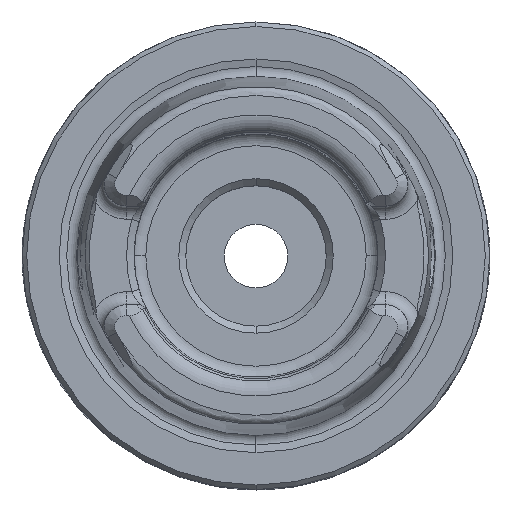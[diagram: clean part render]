
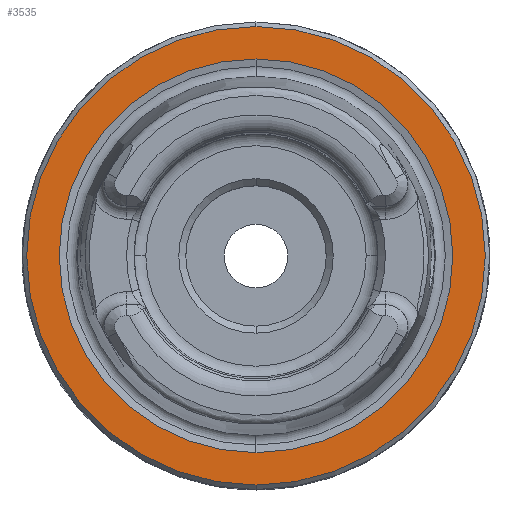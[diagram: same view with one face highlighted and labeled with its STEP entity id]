
A CAD part, top view. The second image highlights one B-rep face of the part: STEP entity #3535.
In plain terms, the highlighted planar face has unit normal (0, 0, 1).
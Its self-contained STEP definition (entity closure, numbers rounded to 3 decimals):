
#1755=VERTEX_POINT('NONE',#4685);
#2079=EDGE_CURVE('NONE',#2861,#3619,#5048,.T.);
#2607=EDGE_CURVE('NONE',#3619,#2861,#5630,.T.);
#2861=VERTEX_POINT('NONE',#5912);
#3327=EDGE_CURVE('NONE',#4147,#1755,#6424,.T.);
#3535=ADVANCED_FACE('NONE',(#6655,#6656),#6657,.F.);
#3619=VERTEX_POINT('NONE',#6751);
#3785=EDGE_CURVE('NONE',#1755,#4147,#6932,.F.);
#4147=VERTEX_POINT('NONE',#7329);
#4685=CARTESIAN_POINT('',(0.0,21.027,0.));
#5048=CIRCLE('',#9356,24.495);
#5630=CIRCLE('',#11076,24.495);
#5912=CARTESIAN_POINT('',(0.,24.495,0.));
#6424=CIRCLE('',#13245,21.027);
#6655=FACE_OUTER_BOUND('',#13832,.T.);
#6656=FACE_BOUND('',#13833,.T.);
#6657=PLANE('',#13834);
#6751=CARTESIAN_POINT('',(0.0,-24.495,0.));
#6932=CIRCLE('',#14524,21.027);
#7329=CARTESIAN_POINT('',(0.,-21.027,0.));
#9356=AXIS2_PLACEMENT_3D('',#16967,#16968,#16969);
#11076=AXIS2_PLACEMENT_3D('',#17599,#17600,#17601);
#13245=AXIS2_PLACEMENT_3D('',#18500,#18501,#18502);
#13832=EDGE_LOOP('',(#18795,#18796));
#13833=EDGE_LOOP('',(#18797,#18798));
#13834=AXIS2_PLACEMENT_3D('',#18799,#18800,#18801);
#14524=AXIS2_PLACEMENT_3D('',#19123,#19124,#19125);
#16967=CARTESIAN_POINT('',(0.0,0.,0.));
#16968=DIRECTION('',(0.0,0.0,1.0));
#16969=DIRECTION('',(0.0,-1.0,0.0));
#17599=CARTESIAN_POINT('',(0.0,0.,0.));
#17600=DIRECTION('',(0.0,0.0,1.0));
#17601=DIRECTION('',(0.0,-1.0,0.0));
#18500=CARTESIAN_POINT('',(0.0,0.,0.));
#18501=DIRECTION('',(0.0,0.0,1.0));
#18502=DIRECTION('',(0.0,1.0,-0.0));
#18795=ORIENTED_EDGE('',*,*,#2607,.T.);
#18796=ORIENTED_EDGE('',*,*,#2079,.T.);
#18797=ORIENTED_EDGE('',*,*,#3785,.F.);
#18798=ORIENTED_EDGE('',*,*,#3327,.F.);
#18799=CARTESIAN_POINT('',(0.0,-19.731,0.));
#18800=DIRECTION('',(0.0,0.0,-1.0));
#18801=DIRECTION('',(0.0,-1.0,0.0));
#19123=CARTESIAN_POINT('',(0.0,0.,0.));
#19124=DIRECTION('',(0.0,0.0,-1.0));
#19125=DIRECTION('',(0.0,1.0,0.0));
